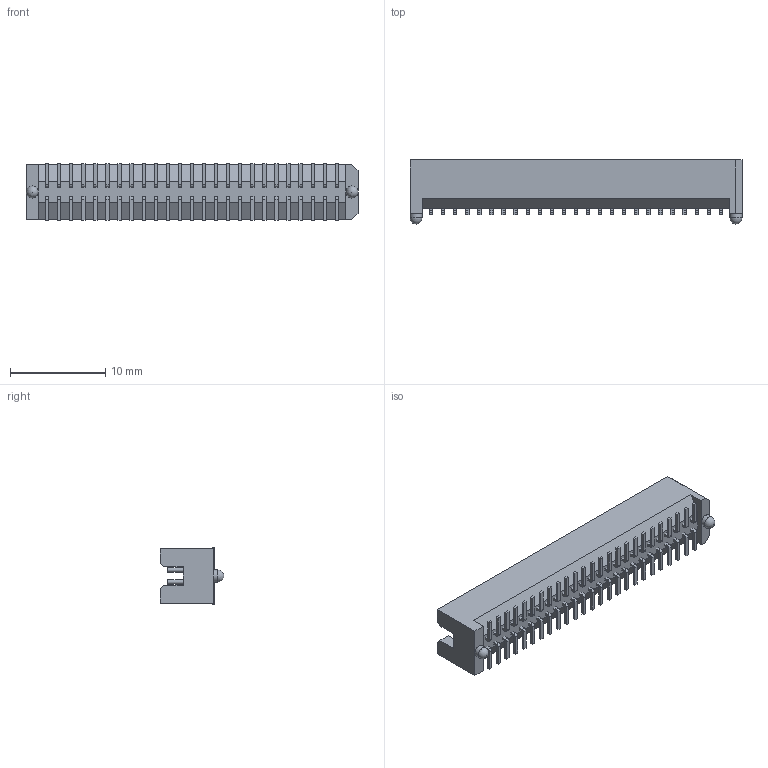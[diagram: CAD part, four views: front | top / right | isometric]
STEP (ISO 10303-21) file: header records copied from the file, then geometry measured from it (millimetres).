
FILE_DESCRIPTION( ( 'STEP AP214' ), '1' );
FILE_NAME( 'TFM-125-02-L-D-A.stp', '2019-02-28T02:42:38', ( '' ), ( '' ), ' ', 'PARTsolutions', ' ' );
FILE_SCHEMA( ( 'AUTOMOTIVE_DESIGN { 1 0 10303 214 1 1 1 1 }' ) );
Length unit declared in the file: inch
Products named in the file (3): TFM-125-02-L-D-A; _TFM-125-02-L-D-A_terminal; _TFM-125-02-L-D_pins
Assembly tree (2 placements, depth 2):
  TFM-125-02-L-D-A
    _TFM-125-02-L-D-A_terminal
    _TFM-125-02-L-D_pins
Bounding box: 34.92 x 6.73 x 5.97 mm (x, y, z)
Volume: 530.9 mm3; surface area: 1651 mm2
Topology: 2 solids, 2 shells, 558 faces, 1557 edges, 1051 vertices
Faces by surface type: plane 404, cylinder 152, sphere 2
Full cylindrical faces by diameter (mm): 0.457 x50, 1.27 x2
Entity records: 21631 total; most frequent: CARTESIAN_POINT 3005, ORIENTED_EDGE 2894, DIRECTION 2875, EDGE_CURVE 1447, LINE 1141, VECTOR 1141, VERTEX_POINT 997, AXIS2_PLACEMENT_3D 867
